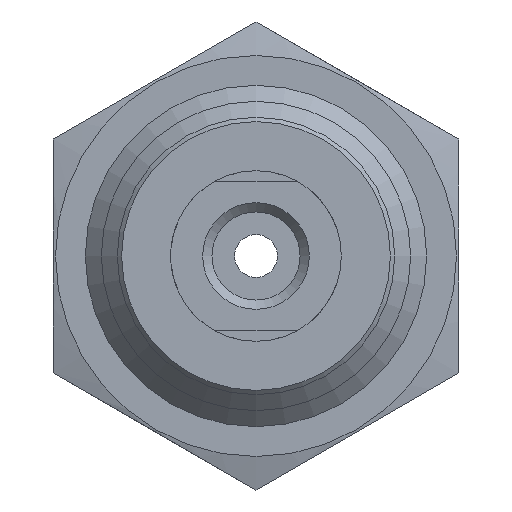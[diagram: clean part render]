
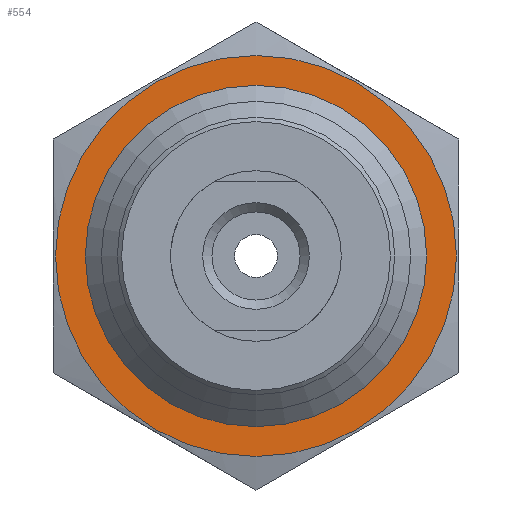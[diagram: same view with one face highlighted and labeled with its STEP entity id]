
A CAD part, front view. The second image highlights one B-rep face of the part: STEP entity #554.
In plain terms, the highlighted face is planar.
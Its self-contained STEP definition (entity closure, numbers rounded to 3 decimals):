
#110=PLANE('',#648);
#213=ORIENTED_EDGE('',*,*,#300,.F.);
#214=ORIENTED_EDGE('',*,*,#293,.T.);
#293=EDGE_CURVE('',#349,#349,#385,.T.);
#300=EDGE_CURVE('',#356,#356,#386,.T.);
#349=VERTEX_POINT('',#983);
#356=VERTEX_POINT('',#1022);
#385=CIRCLE('',#647,9.4);
#386=CIRCLE('',#649,8.);
#439=EDGE_LOOP('',(#213));
#440=EDGE_LOOP('',(#214));
#503=FACE_BOUND('',#439,.T.);
#504=FACE_BOUND('',#440,.T.);
#554=ADVANCED_FACE('',(#503,#504),#110,.F.);
#647=AXIS2_PLACEMENT_3D('',#982,#789,#790);
#648=AXIS2_PLACEMENT_3D('',#1020,#791,#792);
#649=AXIS2_PLACEMENT_3D('',#1021,#793,#794);
#789=DIRECTION('',(1.,0.,0.));
#790=DIRECTION('',(0.,0.,-1.));
#791=DIRECTION('',(-1.,0.,0.));
#792=DIRECTION('',(0.,0.,1.));
#793=DIRECTION('',(1.,0.,0.));
#794=DIRECTION('',(0.,0.,-1.));
#982=CARTESIAN_POINT('',(5.,0.,0.));
#983=CARTESIAN_POINT('',(5.,0.,-9.4));
#1020=CARTESIAN_POINT('',(5.,9.4,0.));
#1021=CARTESIAN_POINT('',(5.,0.,0.));
#1022=CARTESIAN_POINT('',(5.,0.,-8.));
